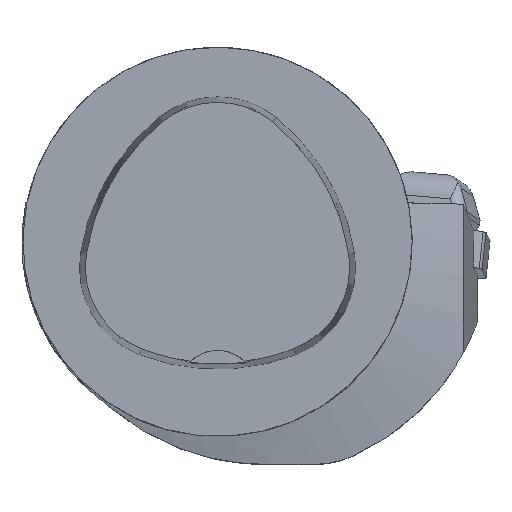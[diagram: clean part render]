
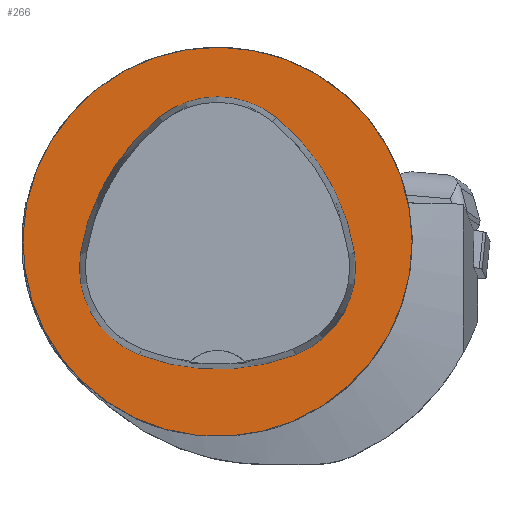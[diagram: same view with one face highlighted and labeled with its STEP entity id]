
A CAD part, top view. The second image highlights one B-rep face of the part: STEP entity #266.
In plain terms, the highlighted planar face has unit normal (0, 0, 1).
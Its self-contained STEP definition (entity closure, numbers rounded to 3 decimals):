
#266=ADVANCED_FACE('',(#655,#656),#338,.T.);
#338=PLANE('',#1799);
#655=FACE_BOUND('',#697,.T.);
#656=FACE_BOUND('',#698,.T.);
#697=EDGE_LOOP('',(#940,#941,#942,#943,#944,#945));
#698=EDGE_LOOP('',(#946));
#940=ORIENTED_EDGE('',*,*,#1489,.F.);
#941=ORIENTED_EDGE('',*,*,#1484,.F.);
#942=ORIENTED_EDGE('',*,*,#1479,.F.);
#943=ORIENTED_EDGE('',*,*,#1476,.F.);
#944=ORIENTED_EDGE('',*,*,#1473,.F.);
#945=ORIENTED_EDGE('',*,*,#1469,.F.);
#946=ORIENTED_EDGE('',*,*,#1447,.T.);
#1281=VERTEX_POINT('',#2597);
#1301=VERTEX_POINT('',#2694);
#1302=VERTEX_POINT('',#2695);
#1305=VERTEX_POINT('',#2703);
#1307=VERTEX_POINT('',#2709);
#1309=VERTEX_POINT('',#2715);
#1313=VERTEX_POINT('',#2728);
#1447=EDGE_CURVE('',#1281,#1281,#1603,.T.);
#1469=EDGE_CURVE('',#1301,#1302,#1606,.T.);
#1473=EDGE_CURVE('',#1302,#1305,#1608,.T.);
#1476=EDGE_CURVE('',#1305,#1307,#1610,.T.);
#1479=EDGE_CURVE('',#1307,#1309,#1612,.T.);
#1484=EDGE_CURVE('',#1309,#1313,#1615,.T.);
#1489=EDGE_CURVE('',#1313,#1301,#1618,.T.);
#1603=CIRCLE('',#1767,25.);
#1606=CIRCLE('',#1777,28.);
#1608=CIRCLE('',#1780,12.);
#1610=CIRCLE('',#1783,28.);
#1612=CIRCLE('',#1786,12.);
#1615=CIRCLE('',#1790,28.);
#1618=CIRCLE('',#1794,12.);
#1767=AXIS2_PLACEMENT_3D('',#2596,#2043,#2044);
#1777=AXIS2_PLACEMENT_3D('',#2693,#2067,#2068);
#1780=AXIS2_PLACEMENT_3D('',#2702,#2075,#2076);
#1783=AXIS2_PLACEMENT_3D('',#2708,#2082,#2083);
#1786=AXIS2_PLACEMENT_3D('',#2714,#2089,#2090);
#1790=AXIS2_PLACEMENT_3D('',#2727,#2098,#2099);
#1794=AXIS2_PLACEMENT_3D('',#2740,#2107,#2108);
#1799=AXIS2_PLACEMENT_3D('',#2745,#2117,#2118);
#2043=DIRECTION('',(0.,0.,1.));
#2044=DIRECTION('',(1.,0.,0.));
#2067=DIRECTION('',(0.,0.,1.));
#2068=DIRECTION('',(1.,0.,0.));
#2075=DIRECTION('',(0.,0.,1.));
#2076=DIRECTION('',(1.,0.,0.));
#2082=DIRECTION('',(0.,0.,1.));
#2083=DIRECTION('',(1.,0.,0.));
#2089=DIRECTION('',(0.,0.,1.));
#2090=DIRECTION('',(1.,0.,0.));
#2098=DIRECTION('',(0.,0.,1.));
#2099=DIRECTION('',(1.,0.,0.));
#2107=DIRECTION('',(0.,0.,1.));
#2108=DIRECTION('',(1.,0.,0.));
#2117=DIRECTION('',(0.,0.,1.));
#2118=DIRECTION('',(-1.,0.,0.));
#2596=CARTESIAN_POINT('',(0.,0.,0.));
#2597=CARTESIAN_POINT('',(25.,0.,0.));
#2693=CARTESIAN_POINT('',(-10.068,-5.824,0.));
#2694=CARTESIAN_POINT('',(17.584,-1.424,0.));
#2695=CARTESIAN_POINT('',(7.531,15.953,0.));
#2702=CARTESIAN_POINT('',(-0.011,6.62,0.));
#2703=CARTESIAN_POINT('',(-7.567,15.942,0.));
#2708=CARTESIAN_POINT('',(10.063,-5.81,0.));
#2709=CARTESIAN_POINT('',(-17.59,-1.418,0.));
#2714=CARTESIAN_POINT('',(-5.739,-3.3,0.));
#2715=CARTESIAN_POINT('',(-10.05,-14.499,0.));
#2727=CARTESIAN_POINT('',(0.01,11.631,0.));
#2728=CARTESIAN_POINT('',(10.025,-14.516,0.));
#2740=CARTESIAN_POINT('',(5.733,-3.31,0.));
#2745=CARTESIAN_POINT('',(0.,0.,0.));
